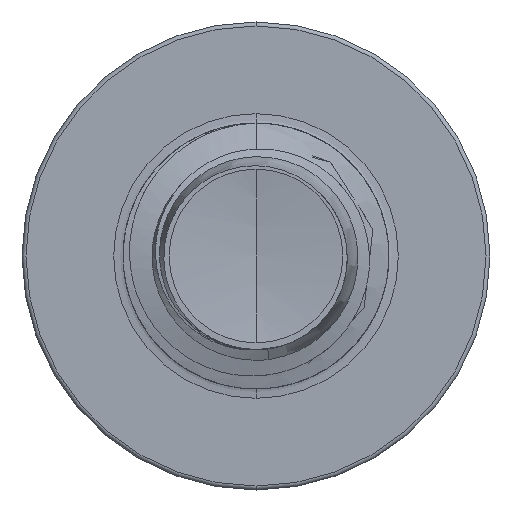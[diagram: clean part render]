
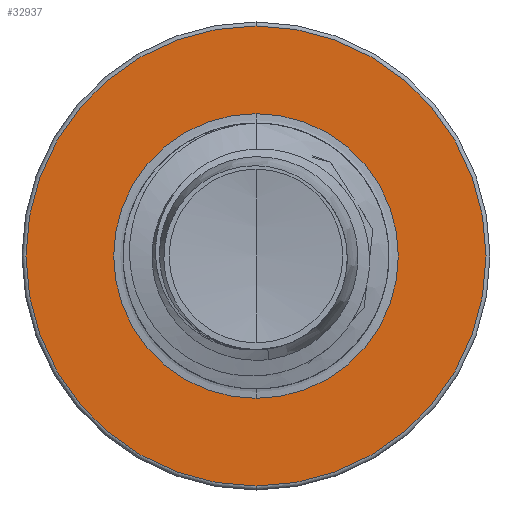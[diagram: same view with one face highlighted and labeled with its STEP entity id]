
A CAD part, front view. The second image highlights one B-rep face of the part: STEP entity #32937.
In plain terms, the highlighted planar face has unit normal (0, -1, 0).
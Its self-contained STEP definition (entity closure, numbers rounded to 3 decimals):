
#1076 = CARTESIAN_POINT ( 'NONE',  ( 0., 20., 4.325 ) ) ;
#1531 = CIRCLE ( 'NONE', #5871, 2.677 ) ;
#2588 = CARTESIAN_POINT ( 'NONE',  ( 0., 20., 0. ) ) ;
#2690 = EDGE_CURVE ( 'NONE', #26200, #21884, #23920, .T. ) ;
#2818 = FACE_OUTER_BOUND ( 'NONE', #3601, .T. ) ;
#3546 = CARTESIAN_POINT ( 'NONE',  ( 0., 20., -2.677 ) ) ;
#3601 = EDGE_LOOP ( 'NONE', ( #28659, #29120 ) ) ;
#5485 = DIRECTION ( 'NONE',  ( 0., 0., 1. ) ) ;
#5823 = AXIS2_PLACEMENT_3D ( 'NONE', #15203, #34138, #17972 ) ;
#5871 = AXIS2_PLACEMENT_3D ( 'NONE', #2588, #22153, #5485 ) ;
#6277 = PLANE ( 'NONE',  #22841 ) ;
#6414 = CIRCLE ( 'NONE', #19921, 2.677 ) ;
#7384 = CARTESIAN_POINT ( 'NONE',  ( 0., 20., -2.677 ) ) ;
#9659 = CARTESIAN_POINT ( 'NONE',  ( 0., 20., 0. ) ) ;
#9830 = DIRECTION ( 'NONE',  ( 0., 0., 1. ) ) ;
#9861 = DIRECTION ( 'NONE',  ( 0., 1., 0. ) ) ;
#12723 = CARTESIAN_POINT ( 'NONE',  ( 0., 20., -4.325 ) ) ;
#12761 = AXIS2_PLACEMENT_3D ( 'NONE', #9659, #9861, #9830 ) ;
#15203 = CARTESIAN_POINT ( 'NONE',  ( 0., 20., 0. ) ) ;
#16546 = DIRECTION ( 'NONE',  ( 0., 1., 0. ) ) ;
#17972 = DIRECTION ( 'NONE',  ( 0., 0., 1. ) ) ;
#18372 = EDGE_CURVE ( 'NONE', #34521, #28461, #1531, .T. ) ;
#18686 = EDGE_CURVE ( 'NONE', #21884, #26200, #35718, .T. ) ;
#19921 = AXIS2_PLACEMENT_3D ( 'NONE', #32735, #16546, #35462 ) ;
#21884 = VERTEX_POINT ( 'NONE', #1076 ) ;
#22153 = DIRECTION ( 'NONE',  ( 0., 1., 0. ) ) ;
#22841 = AXIS2_PLACEMENT_3D ( 'NONE', #3546, #31042, #25721 ) ;
#23920 = CIRCLE ( 'NONE', #12761, 4.325 ) ;
#24157 = FACE_BOUND ( 'NONE', #26456, .T. ) ;
#25721 = DIRECTION ( 'NONE',  ( 0., 0., 1. ) ) ;
#26200 = VERTEX_POINT ( 'NONE', #12723 ) ;
#26456 = EDGE_LOOP ( 'NONE', ( #29633, #31691 ) ) ;
#26603 = CARTESIAN_POINT ( 'NONE',  ( 0., 20., 2.677 ) ) ;
#28461 = VERTEX_POINT ( 'NONE', #26603 ) ;
#28659 = ORIENTED_EDGE ( 'NONE', *, *, #18686, .F. ) ;
#29120 = ORIENTED_EDGE ( 'NONE', *, *, #2690, .F. ) ;
#29633 = ORIENTED_EDGE ( 'NONE', *, *, #31068, .T. ) ;
#31042 = DIRECTION ( 'NONE',  ( 0., 1., 0. ) ) ;
#31068 = EDGE_CURVE ( 'NONE', #28461, #34521, #6414, .T. ) ;
#31691 = ORIENTED_EDGE ( 'NONE', *, *, #18372, .T. ) ;
#32735 = CARTESIAN_POINT ( 'NONE',  ( 0., 20., 0. ) ) ;
#32937 = ADVANCED_FACE ( 'NONE', ( #2818, #24157 ), #6277, .F. ) ;
#34138 = DIRECTION ( 'NONE',  ( 0., 1., 0. ) ) ;
#34521 = VERTEX_POINT ( 'NONE', #7384 ) ;
#35462 = DIRECTION ( 'NONE',  ( 0., 0., 1. ) ) ;
#35718 = CIRCLE ( 'NONE', #5823, 4.325 ) ;
